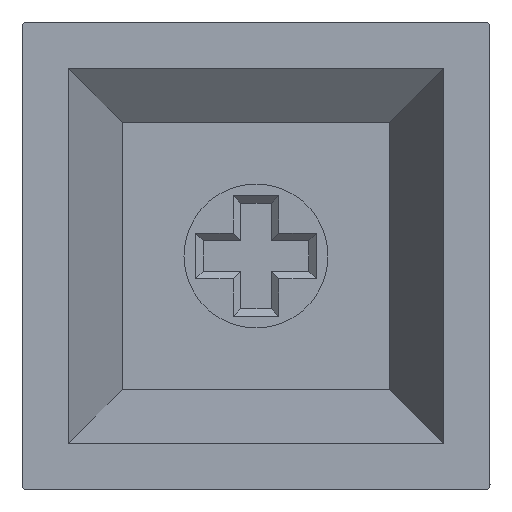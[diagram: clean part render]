
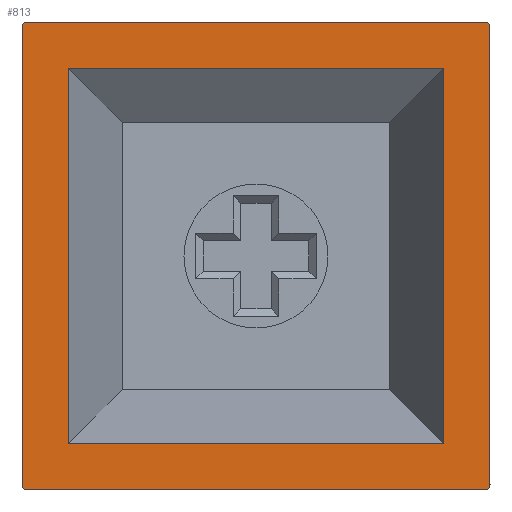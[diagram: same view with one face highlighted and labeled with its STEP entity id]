
A CAD part, front view. The second image highlights one B-rep face of the part: STEP entity #813.
In plain terms, the highlighted planar face has unit normal (0, -1, 0).
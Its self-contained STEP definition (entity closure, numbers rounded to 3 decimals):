
#23=FACE_BOUND('',#324,.T.);
#93=LINE('',#2332,#182);
#96=LINE('',#2337,#185);
#98=LINE('',#2341,#187);
#100=LINE('',#2344,#189);
#103=LINE('',#2353,#192);
#105=LINE('',#2357,#194);
#106=LINE('',#2361,#195);
#107=LINE('',#2365,#196);
#182=VECTOR('',#1032,10.);
#185=VECTOR('',#1037,10.);
#187=VECTOR('',#1041,10.);
#189=VECTOR('',#1045,10.);
#192=VECTOR('',#1054,10.);
#194=VECTOR('',#1058,10.);
#195=VECTOR('',#1061,10.);
#196=VECTOR('',#1064,10.);
#234=PLANE('',#877);
#276=FACE_OUTER_BOUND('',#323,.T.);
#323=EDGE_LOOP('',(#736,#737,#738,#739,#740,#741,#742,#743));
#324=EDGE_LOOP('',(#744,#745,#746,#747));
#338=CIRCLE('',#875,0.2);
#339=CIRCLE('',#878,0.2);
#340=CIRCLE('',#879,0.2);
#341=CIRCLE('',#880,0.2);
#418=VERTEX_POINT('',#2330);
#419=VERTEX_POINT('',#2331);
#420=VERTEX_POINT('',#2336);
#421=VERTEX_POINT('',#2340);
#422=VERTEX_POINT('',#2346);
#423=VERTEX_POINT('',#2348);
#424=VERTEX_POINT('',#2352);
#425=VERTEX_POINT('',#2356);
#426=VERTEX_POINT('',#2358);
#427=VERTEX_POINT('',#2360);
#428=VERTEX_POINT('',#2362);
#429=VERTEX_POINT('',#2364);
#520=EDGE_CURVE('',#418,#419,#93,.T.);
#523=EDGE_CURVE('',#419,#420,#96,.T.);
#525=EDGE_CURVE('',#420,#421,#98,.T.);
#527=EDGE_CURVE('',#421,#418,#100,.T.);
#529=EDGE_CURVE('',#422,#423,#338,.T.);
#531=EDGE_CURVE('',#423,#424,#103,.T.);
#533=EDGE_CURVE('',#425,#422,#105,.T.);
#534=EDGE_CURVE('',#426,#425,#339,.T.);
#535=EDGE_CURVE('',#427,#426,#106,.T.);
#536=EDGE_CURVE('',#428,#427,#340,.T.);
#537=EDGE_CURVE('',#429,#428,#107,.T.);
#538=EDGE_CURVE('',#424,#429,#341,.T.);
#736=ORIENTED_EDGE('',*,*,#529,.F.);
#737=ORIENTED_EDGE('',*,*,#533,.F.);
#738=ORIENTED_EDGE('',*,*,#534,.F.);
#739=ORIENTED_EDGE('',*,*,#535,.F.);
#740=ORIENTED_EDGE('',*,*,#536,.F.);
#741=ORIENTED_EDGE('',*,*,#537,.F.);
#742=ORIENTED_EDGE('',*,*,#538,.F.);
#743=ORIENTED_EDGE('',*,*,#531,.F.);
#744=ORIENTED_EDGE('',*,*,#520,.T.);
#745=ORIENTED_EDGE('',*,*,#523,.T.);
#746=ORIENTED_EDGE('',*,*,#525,.T.);
#747=ORIENTED_EDGE('',*,*,#527,.T.);
#813=ADVANCED_FACE('',(#276,#23),#234,.F.);
#875=AXIS2_PLACEMENT_3D('',#2349,#1049,#1050);
#877=AXIS2_PLACEMENT_3D('',#2355,#1056,#1057);
#878=AXIS2_PLACEMENT_3D('',#2359,#1059,#1060);
#879=AXIS2_PLACEMENT_3D('',#2363,#1062,#1063);
#880=AXIS2_PLACEMENT_3D('',#2366,#1065,#1066);
#1032=DIRECTION('',(1.,0.,0.));
#1037=DIRECTION('',(0.,0.,-1.));
#1041=DIRECTION('',(-1.,0.,0.));
#1045=DIRECTION('',(0.,0.,1.));
#1049=DIRECTION('center_axis',(0.,1.,0.));
#1050=DIRECTION('ref_axis',(0.707,0.,0.707));
#1054=DIRECTION('',(0.,0.,-1.));
#1056=DIRECTION('center_axis',(0.,1.,0.));
#1057=DIRECTION('ref_axis',(1.,0.,0.));
#1058=DIRECTION('',(1.,0.,0.));
#1059=DIRECTION('center_axis',(0.,1.,0.));
#1060=DIRECTION('ref_axis',(-0.707,0.,0.707));
#1061=DIRECTION('',(0.,0.,1.));
#1062=DIRECTION('center_axis',(0.,1.,0.));
#1063=DIRECTION('ref_axis',(-0.707,0.,-0.707));
#1064=DIRECTION('',(-1.,0.,0.));
#1065=DIRECTION('center_axis',(0.,1.,0.));
#1066=DIRECTION('ref_axis',(0.707,0.,-0.707));
#2330=CARTESIAN_POINT('',(-7.3,0.,7.3));
#2331=CARTESIAN_POINT('',(7.3,0.,7.3));
#2332=CARTESIAN_POINT('',(-3.65,0.,7.3));
#2336=CARTESIAN_POINT('',(7.3,0.,-7.3));
#2337=CARTESIAN_POINT('',(7.3,0.,3.65));
#2340=CARTESIAN_POINT('',(-7.3,0.,-7.3));
#2341=CARTESIAN_POINT('',(3.65,0.,-7.3));
#2344=CARTESIAN_POINT('',(-7.3,0.,-3.65));
#2346=CARTESIAN_POINT('',(8.9,0.,9.1));
#2348=CARTESIAN_POINT('',(9.1,0.,8.9));
#2349=CARTESIAN_POINT('Origin',(8.9,0.,8.9));
#2352=CARTESIAN_POINT('',(9.1,0.,-8.9));
#2353=CARTESIAN_POINT('',(9.1,0.,9.1));
#2355=CARTESIAN_POINT('Origin',(0.,0.,0.));
#2356=CARTESIAN_POINT('',(-8.9,0.,9.1));
#2357=CARTESIAN_POINT('',(-9.1,0.,9.1));
#2358=CARTESIAN_POINT('',(-9.1,0.,8.9));
#2359=CARTESIAN_POINT('Origin',(-8.9,0.,8.9));
#2360=CARTESIAN_POINT('',(-9.1,0.,-8.9));
#2361=CARTESIAN_POINT('',(-9.1,0.,-9.1));
#2362=CARTESIAN_POINT('',(-8.9,0.,-9.1));
#2363=CARTESIAN_POINT('Origin',(-8.9,0.,-8.9));
#2364=CARTESIAN_POINT('',(8.9,0.,-9.1));
#2365=CARTESIAN_POINT('',(9.1,0.,-9.1));
#2366=CARTESIAN_POINT('Origin',(8.9,0.,-8.9));
